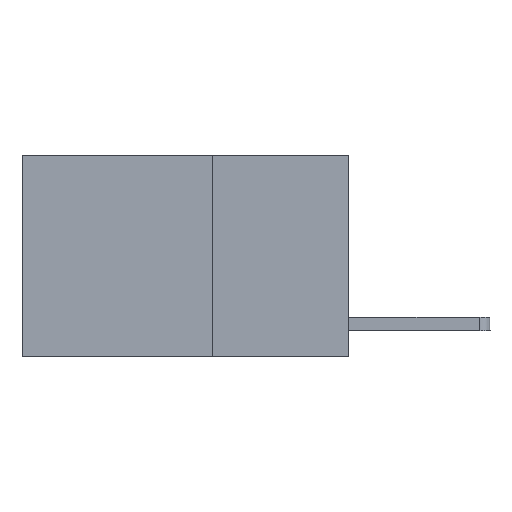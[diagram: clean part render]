
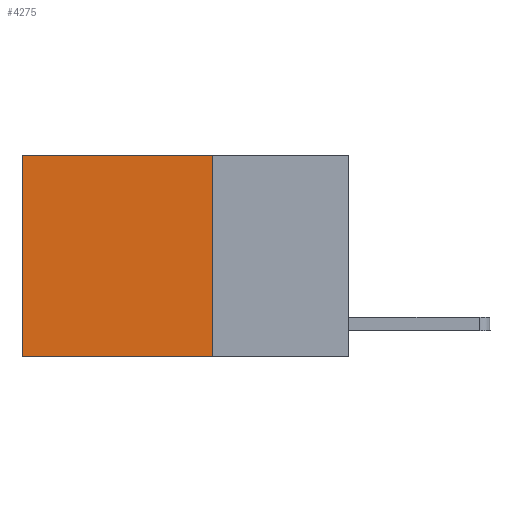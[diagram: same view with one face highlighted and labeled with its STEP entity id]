
A CAD part, left-side view. The second image highlights one B-rep face of the part: STEP entity #4275.
In plain terms, the highlighted planar face has unit normal (-1, 0, 0).
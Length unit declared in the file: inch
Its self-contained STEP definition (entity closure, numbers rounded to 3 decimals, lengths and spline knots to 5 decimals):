
#165 = CARTESIAN_POINT ( 'NONE',  ( 0.2625, 0.6, 0. ) ) ;
#609 = CARTESIAN_POINT ( 'NONE',  ( 0.2625, 0.6, -0.37 ) ) ;
#772 = VECTOR ( 'NONE', #7478, 39.37008 ) ;
#803 = LINE ( 'NONE', #165, #4675 ) ;
#815 = CARTESIAN_POINT ( 'NONE',  ( 0.2625, 0.25, 0. ) ) ;
#856 = EDGE_CURVE ( 'NONE', #4723, #6489, #1950, .T. ) ;
#1075 = LINE ( 'NONE', #1694, #4690 ) ;
#1694 = CARTESIAN_POINT ( 'NONE',  ( 0.2625, 0.25, -0.37 ) ) ;
#1950 = LINE ( 'NONE', #4384, #4580 ) ;
#2791 = CARTESIAN_POINT ( 'NONE',  ( 0.2625, 0.25, 0. ) ) ;
#3097 = AXIS2_PLACEMENT_3D ( 'NONE', #815, #3294, #5791 ) ;
#3201 = DIRECTION ( 'NONE',  ( 0., 0., -1. ) ) ;
#3294 = DIRECTION ( 'NONE',  ( 1., 0., 0. ) ) ;
#3907 = FACE_OUTER_BOUND ( 'NONE', #6774, .T. ) ;
#4086 = CARTESIAN_POINT ( 'NONE',  ( 0.2625, 0.25, -0.37 ) ) ;
#4275 = ADVANCED_FACE ( 'NONE', ( #3907 ), #6415, .F. ) ;
#4342 = DIRECTION ( 'NONE',  ( 0., 0., -1. ) ) ;
#4384 = CARTESIAN_POINT ( 'NONE',  ( 0.2625, 0.25, 0. ) ) ;
#4469 = ORIENTED_EDGE ( 'NONE', *, *, #856, .F. ) ;
#4580 = VECTOR ( 'NONE', #3201, 39.37008 ) ;
#4590 = EDGE_CURVE ( 'NONE', #7905, #5393, #803, .T. ) ;
#4675 = VECTOR ( 'NONE', #4342, 39.37008 ) ;
#4690 = VECTOR ( 'NONE', #7922, 39.37008 ) ;
#4723 = VERTEX_POINT ( 'NONE', #2791 ) ;
#5393 = VERTEX_POINT ( 'NONE', #609 ) ;
#5673 = LINE ( 'NONE', #6993, #772 ) ;
#5791 = DIRECTION ( 'NONE',  ( 0., 0., -1. ) ) ;
#6232 = ORIENTED_EDGE ( 'NONE', *, *, #6396, .T. ) ;
#6291 = CARTESIAN_POINT ( 'NONE',  ( 0.2625, 0.6, 0. ) ) ;
#6396 = EDGE_CURVE ( 'NONE', #4723, #7905, #5673, .T. ) ;
#6415 = PLANE ( 'NONE',  #3097 ) ;
#6489 = VERTEX_POINT ( 'NONE', #4086 ) ;
#6602 = ORIENTED_EDGE ( 'NONE', *, *, #7150, .F. ) ;
#6774 = EDGE_LOOP ( 'NONE', ( #7254, #6602, #4469, #6232 ) ) ;
#6993 = CARTESIAN_POINT ( 'NONE',  ( 0.2625, 0.25, 0. ) ) ;
#7150 = EDGE_CURVE ( 'NONE', #6489, #5393, #1075, .T. ) ;
#7254 = ORIENTED_EDGE ( 'NONE', *, *, #4590, .T. ) ;
#7478 = DIRECTION ( 'NONE',  ( 0., 1., 0. ) ) ;
#7905 = VERTEX_POINT ( 'NONE', #6291 ) ;
#7922 = DIRECTION ( 'NONE',  ( 0., 1., 0. ) ) ;
